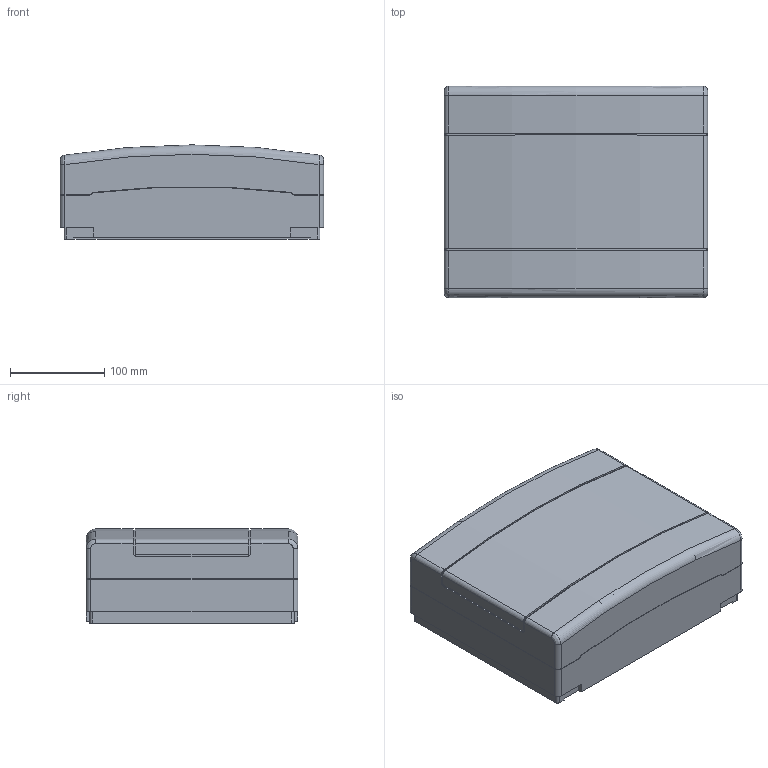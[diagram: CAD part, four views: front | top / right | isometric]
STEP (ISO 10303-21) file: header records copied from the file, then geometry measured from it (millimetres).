
FILE_DESCRIPTION((''),'2;1');
FILE_NAME('GW40045_ASM','2021-08-03T16:09:47',('user'),('Axiro Italia'),'CREO PARAMETRIC BY PTC INC, 2020354','CREO PARAMETRIC BY PTC INC, 2020354','');
FILE_SCHEMA(('CONFIG_CONTROL_DESIGN'));
Length unit declared in the file: millimetre
Products named in the file (4): GW40045_SCATOLA_OR; GW40045_COPERCHIO_OR; GUIDA_DIN_12_X; GW40045_ASM
Assembly tree (3 placements, depth 2):
  GW40045_ASM
    GW40045_SCATOLA_OR
    GW40045_COPERCHIO_OR
    GUIDA_DIN_12_X
Bounding box: 280 x 225 x 100.11 mm (x, y, z)
Volume: 1539626.4 mm3; surface area: 508283.7 mm2
Topology: 5 solids, 5 shells, 843 faces, 2272 edges, 1503 vertices
Faces by surface type: plane 605, cylinder 184, cone 36, torus 10, bspline 8
Entity records: 27228 total; most frequent: CARTESIAN_POINT 5571, ORIENTED_EDGE 4544, DIRECTION 4382, EDGE_CURVE 2272, VECTOR 1754, LINE 1754, VERTEX_POINT 1503, AXIS2_PLACEMENT_3D 1314
